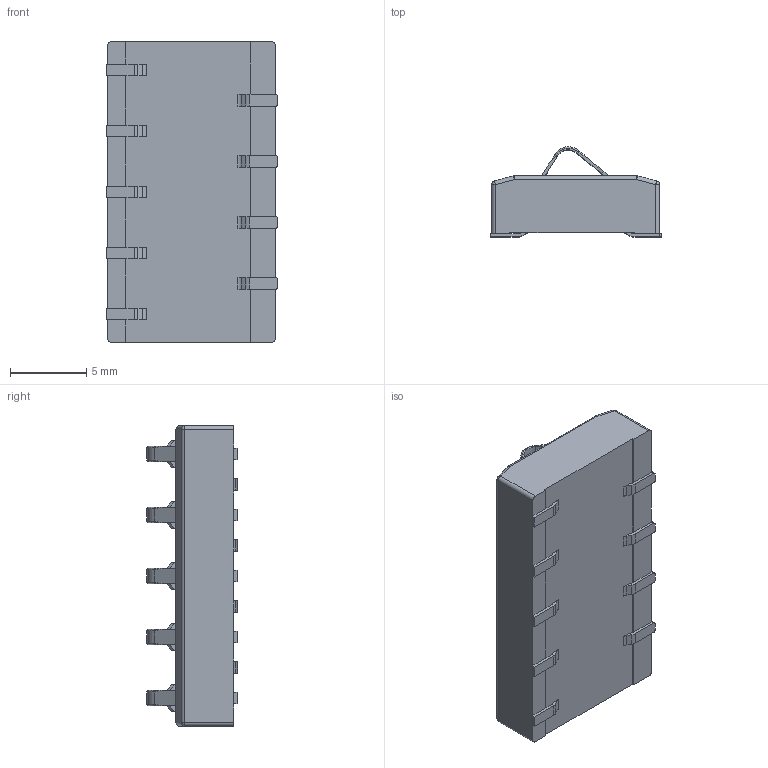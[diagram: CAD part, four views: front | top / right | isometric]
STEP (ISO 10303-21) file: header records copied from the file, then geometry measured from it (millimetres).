
FILE_DESCRIPTION (( 'STEP AP214' ), '1' );
FILE_NAME ('AVX-00-9155-005-401-006.STEP', '2020-03-16T10:54:38', ( '' ), ( '' ), 'SwSTEP 2.0', 'SolidWorks 2019', '' );
FILE_SCHEMA (( 'AUTOMOTIVE_DESIGN' ));
Length unit declared in the file: inch
Products named in the file (2): AVX-00-9155-005-401-006; 00-9155-005-401-00X-STP-BM
Assembly tree (1 placements, depth 2):
  AVX-00-9155-005-401-006
    00-9155-005-401-00X-STP-BM
Bounding box: 11.2 x 5.9 x 19.7 mm (x, y, z)
Volume: 804.5 mm3; surface area: 735.1 mm2
Topology: 1 solids, 1 shells, 240 faces, 669 edges, 414 vertices
Faces by surface type: plane 143, cylinder 59, torus 30, sphere 8
Entity records: 7843 total; most frequent: CARTESIAN_POINT 1539, ORIENTED_EDGE 1322, DIRECTION 1297, EDGE_CURVE 661, VECTOR 473, LINE 473, VERTEX_POINT 414, AXIS2_PLACEMENT_3D 412
